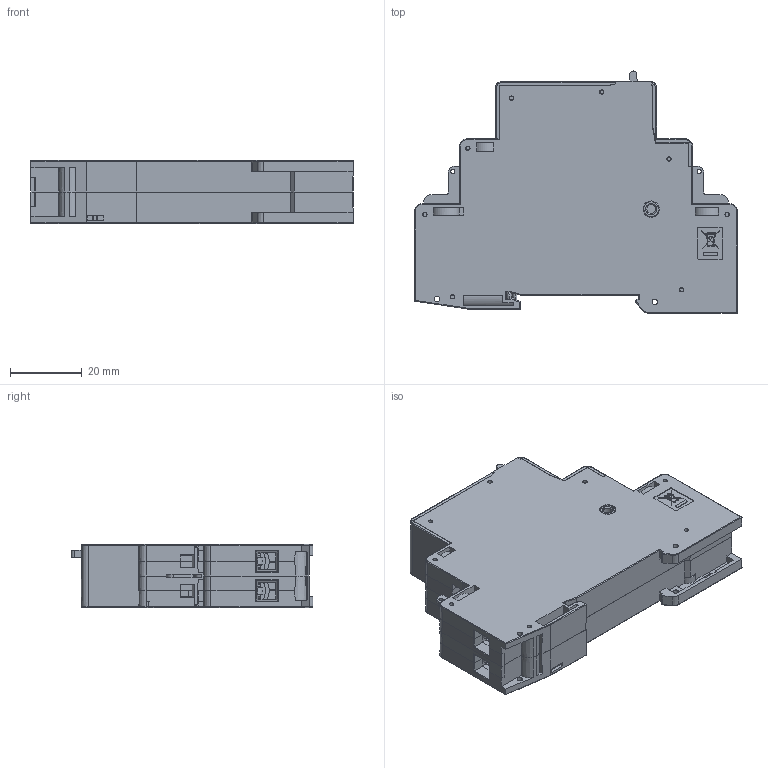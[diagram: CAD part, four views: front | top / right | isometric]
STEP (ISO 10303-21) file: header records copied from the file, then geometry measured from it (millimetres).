
FILE_DESCRIPTION((''),'2;1');
FILE_NAME('002464100_RBS220-10-230V_AC_ASM','2021-08-09T',('marketing.praksa'),('Audax d.o.o.'),'CREO PARAMETRIC BY PTC INC, 2017480','CREO PARAMETRIC BY PTC INC, 2017480','');
FILE_SCHEMA(('AUTOMOTIVE_DESIGN { 1 0 10303 214 1 1 1 1 }'));
Products named in the file (30): 37425616-W_207_1; 37425436_49_1; 37425422_171_1_1; 37425427_265_1_1; 37900399_4_1_1; 37300811_10_1_1; 38552544_ASM_11_ASM_1_ASM_1_ASM; 37551871_4_1_1; 37300798_1_1_1; 38552458_ASM_7_ASM_1_ASM_1_ASM; 38552528-W_AF0_33_1_1; KONTAKTNA_PLOSCICA_AF0_10_1_1; 38552528-W_ASM_25_ASM_1_ASM_1_ASM; 38552529-W_AF0_27_1_1; KONTAKTNA_PLOSCICA_AF1_10_1_1; 38552529-W_ASM_28_ASM_1_ASM_1_ASM; 37551909-W_77_1_1; 37551907-W_28_1_1; 777070037_5_1_1; 37200736_6_1_1; MODUL_ASM_124_ASM_1_ASM_1_ASM; 37425431_115_1_1; 37425434_11_1_1; VZMET_NATEZNA_SPODNJA_8_1_1; VZMET_NATEZNA_8_1_1; VZMET_POVRATNA_5_1_1; MEHANIZEM_ASM_288_ASM_1_ASM_1_ASM; PLOSCICA_1_1; PRT9540; 002464100_RBS220-10-230V_AC_ASM
Assembly tree (43 placements, depth 4):
  002464100_RBS220-10-230V_AC_ASM
    MODUL_ASM_124_ASM_1_ASM_1_ASM
      37425616-W_207_1
      37425436_49_1
      37425422_171_1_1
      37425427_265_1_1
      38552544_ASM_11_ASM_1_ASM_1_ASM  x4
        37900399_4_1_1
        37300811_10_1_1
      38552458_ASM_7_ASM_1_ASM_1_ASM  x2
        37551871_4_1_1
        37300798_1_1_1
      38552528-W_ASM_25_ASM_1_ASM_1_ASM  x2
        38552528-W_AF0_33_1_1
        KONTAKTNA_PLOSCICA_AF0_10_1_1
      38552529-W_ASM_28_ASM_1_ASM_1_ASM  x2
        38552529-W_AF0_27_1_1
        KONTAKTNA_PLOSCICA_AF1_10_1_1
      37551909-W_77_1_1
      37551907-W_28_1_1
      777070037_5_1_1  x8
      37200736_6_1_1
    MEHANIZEM_ASM_288_ASM_1_ASM_1_ASM
      37425431_115_1_1
      37425434_11_1_1
      VZMET_NATEZNA_SPODNJA_8_1_1
      VZMET_NATEZNA_8_1_1
      VZMET_POVRATNA_5_1_1
    PLOSCICA_1_1  x2
    PRT9540
Bounding box: 90 x 67.58 x 17.6 mm (x, y, z)
Volume: 31928.8 mm3; surface area: 60720.5 mm2
Topology: 45 solids, 70 shells, 4733 faces, 13127 edges, 8563 vertices
Faces by surface type: plane 2723, cylinder 1229, torus 295, cone 242, bspline 215, sphere 29
Entity records: 162698 total; most frequent: CARTESIAN_POINT 32878, ORIENTED_EDGE 19504, DIRECTION 18269, EDGE_CURVE 9762, PRESENTATION_STYLE_ASSIGNMENT 7875, STYLED_ITEM 7875, VECTOR 6567, LINE 6567
